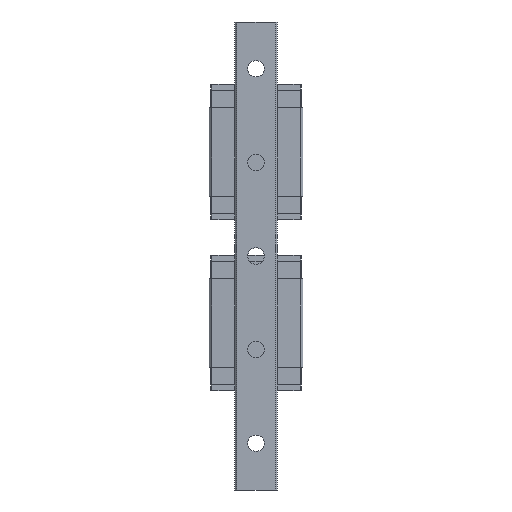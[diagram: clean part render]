
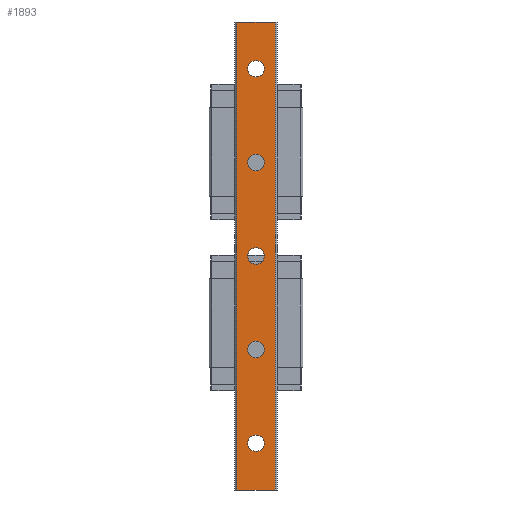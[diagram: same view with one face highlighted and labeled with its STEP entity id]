
A CAD part, front view. The second image highlights one B-rep face of the part: STEP entity #1893.
In plain terms, the highlighted planar face has unit normal (0, -1, 0).
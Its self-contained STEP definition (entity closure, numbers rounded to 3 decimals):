
#94 = DIRECTION ( 'NONE',  ( 0., 0., 1. ) ) ;
#482 = ORIENTED_EDGE ( 'NONE', *, *, #9218, .T. ) ;
#530 = CIRCLE ( 'NONE', #1131, 1.75 ) ;
#670 = FACE_BOUND ( 'NONE', #8220, .T. ) ;
#687 = AXIS2_PLACEMENT_3D ( 'NONE', #10932, #2328, #6131 ) ;
#696 = ORIENTED_EDGE ( 'NONE', *, *, #8127, .T. ) ;
#881 = VERTEX_POINT ( 'NONE', #5903 ) ;
#1091 = DIRECTION ( 'NONE',  ( 0., 0., 1. ) ) ;
#1131 = AXIS2_PLACEMENT_3D ( 'NONE', #11499, #5693, #9497 ) ;
#1162 = DIRECTION ( 'NONE',  ( 0., 1., 0. ) ) ;
#1193 = CARTESIAN_POINT ( 'NONE',  ( 0., -2., 38.25 ) ) ;
#1275 = DIRECTION ( 'NONE',  ( 0., 1., 0. ) ) ;
#1363 = ORIENTED_EDGE ( 'NONE', *, *, #2721, .T. ) ;
#1426 = DIRECTION ( 'NONE',  ( 0., 1., 0. ) ) ;
#1457 = DIRECTION ( 'NONE',  ( 0., 0., 1. ) ) ;
#1545 = FACE_BOUND ( 'NONE', #5387, .T. ) ;
#1660 = DIRECTION ( 'NONE',  ( 0., 0., 1. ) ) ;
#1843 = CARTESIAN_POINT ( 'NONE',  ( 0., -2., 41.75 ) ) ;
#1878 = EDGE_CURVE ( 'NONE', #6610, #881, #7107, .T. ) ;
#1893 = ADVANCED_FACE ( 'NONE', ( #9214, #11919, #670, #1545, #3366, #4427 ), #8215, .T. ) ;
#1894 = AXIS2_PLACEMENT_3D ( 'NONE', #3561, #2564, #2506 ) ;
#2046 = LINE ( 'NONE', #9456, #11537 ) ;
#2235 = VERTEX_POINT ( 'NONE', #7446 ) ;
#2301 = AXIS2_PLACEMENT_3D ( 'NONE', #10976, #5177, #7280 ) ;
#2304 = DIRECTION ( 'NONE',  ( 0., 0., 1. ) ) ;
#2328 = DIRECTION ( 'NONE',  ( 0., 1., 0. ) ) ;
#2397 = CARTESIAN_POINT ( 'NONE',  ( 0., -2., 21.75 ) ) ;
#2506 = DIRECTION ( 'NONE',  ( 0., 0., 1. ) ) ;
#2560 = EDGE_CURVE ( 'NONE', #2235, #11518, #7258, .T. ) ;
#2564 = DIRECTION ( 'NONE',  ( 0., 1., 0. ) ) ;
#2579 = VERTEX_POINT ( 'NONE', #5427 ) ;
#2649 = ORIENTED_EDGE ( 'NONE', *, *, #9722, .T. ) ;
#2681 = CIRCLE ( 'NONE', #687, 1.75 ) ;
#2721 = EDGE_CURVE ( 'NONE', #11616, #2949, #9062, .T. ) ;
#2927 = EDGE_LOOP ( 'NONE', ( #1363, #10812 ) ) ;
#2949 = VERTEX_POINT ( 'NONE', #1193 ) ;
#3068 = EDGE_LOOP ( 'NONE', ( #8674, #5226, #10354, #9843 ) ) ;
#3156 = CARTESIAN_POINT ( 'NONE',  ( 4.163, -2., -50. ) ) ;
#3366 = FACE_BOUND ( 'NONE', #2927, .T. ) ;
#3561 = CARTESIAN_POINT ( 'NONE',  ( 0., -2., -20. ) ) ;
#3638 = EDGE_CURVE ( 'NONE', #8908, #6359, #8549, .T. ) ;
#3701 = EDGE_CURVE ( 'NONE', #2949, #11616, #10744, .T. ) ;
#3845 = CARTESIAN_POINT ( 'NONE',  ( 0., -2., 40. ) ) ;
#3975 = DIRECTION ( 'NONE',  ( 0., 0., 1. ) ) ;
#4427 = FACE_OUTER_BOUND ( 'NONE', #3068, .T. ) ;
#4648 = CARTESIAN_POINT ( 'NONE',  ( 0., -2., -21.75 ) ) ;
#4701 = DIRECTION ( 'NONE',  ( 0., 0., 1. ) ) ;
#4886 = ORIENTED_EDGE ( 'NONE', *, *, #10027, .T. ) ;
#5027 = CARTESIAN_POINT ( 'NONE',  ( 0., -2., 20. ) ) ;
#5097 = AXIS2_PLACEMENT_3D ( 'NONE', #9885, #10007, #1457 ) ;
#5177 = DIRECTION ( 'NONE',  ( 0., -1., 0. ) ) ;
#5226 = ORIENTED_EDGE ( 'NONE', *, *, #6446, .F. ) ;
#5232 = DIRECTION ( 'NONE',  ( 0., 0., 1. ) ) ;
#5387 = EDGE_LOOP ( 'NONE', ( #8117, #482 ) ) ;
#5427 = CARTESIAN_POINT ( 'NONE',  ( 0., -2., -38.25 ) ) ;
#5693 = DIRECTION ( 'NONE',  ( 0., 1., 0. ) ) ;
#5805 = EDGE_CURVE ( 'NONE', #6610, #9161, #7399, .T. ) ;
#5891 = CIRCLE ( 'NONE', #5097, 1.75 ) ;
#5896 = AXIS2_PLACEMENT_3D ( 'NONE', #5027, #1162, #3975 ) ;
#5903 = CARTESIAN_POINT ( 'NONE',  ( 4.163, -2., -50. ) ) ;
#6027 = CARTESIAN_POINT ( 'NONE',  ( 0., -2., 0. ) ) ;
#6089 = EDGE_CURVE ( 'NONE', #881, #6251, #8891, .T. ) ;
#6115 = CARTESIAN_POINT ( 'NONE',  ( -4.163, -2., -50. ) ) ;
#6131 = DIRECTION ( 'NONE',  ( 0., 0., 1. ) ) ;
#6251 = VERTEX_POINT ( 'NONE', #10088 ) ;
#6359 = VERTEX_POINT ( 'NONE', #9157 ) ;
#6361 = AXIS2_PLACEMENT_3D ( 'NONE', #6027, #1275, #1091 ) ;
#6446 = EDGE_CURVE ( 'NONE', #9161, #6251, #2046, .T. ) ;
#6610 = VERTEX_POINT ( 'NONE', #9017 ) ;
#6653 = DIRECTION ( 'NONE',  ( 1., 0., 0. ) ) ;
#6911 = VERTEX_POINT ( 'NONE', #2397 ) ;
#7073 = AXIS2_PLACEMENT_3D ( 'NONE', #11481, #7676, #10362 ) ;
#7107 = LINE ( 'NONE', #6115, #11056 ) ;
#7217 = CARTESIAN_POINT ( 'NONE',  ( -4.163, -2., -50. ) ) ;
#7258 = CIRCLE ( 'NONE', #1894, 1.75 ) ;
#7280 = DIRECTION ( 'NONE',  ( 0., 0., -1. ) ) ;
#7399 = LINE ( 'NONE', #7217, #9611 ) ;
#7446 = CARTESIAN_POINT ( 'NONE',  ( 0., -2., -18.25 ) ) ;
#7647 = DIRECTION ( 'NONE',  ( 0., 1., 0. ) ) ;
#7676 = DIRECTION ( 'NONE',  ( 0., 1., 0. ) ) ;
#7705 = AXIS2_PLACEMENT_3D ( 'NONE', #10787, #11789, #2304 ) ;
#7902 = AXIS2_PLACEMENT_3D ( 'NONE', #9974, #1426, #5232 ) ;
#8117 = ORIENTED_EDGE ( 'NONE', *, *, #10107, .T. ) ;
#8127 = EDGE_CURVE ( 'NONE', #11518, #2235, #5891, .T. ) ;
#8152 = AXIS2_PLACEMENT_3D ( 'NONE', #3845, #7647, #94 ) ;
#8202 = VECTOR ( 'NONE', #4701, 1000. ) ;
#8215 = PLANE ( 'NONE',  #2301 ) ;
#8220 = EDGE_LOOP ( 'NONE', ( #4886, #11416 ) ) ;
#8304 = CIRCLE ( 'NONE', #5896, 1.75 ) ;
#8330 = VERTEX_POINT ( 'NONE', #12188 ) ;
#8549 = CIRCLE ( 'NONE', #6361, 1.75 ) ;
#8602 = EDGE_CURVE ( 'NONE', #11585, #2579, #2681, .T. ) ;
#8633 = CARTESIAN_POINT ( 'NONE',  ( -4.163, -2., 50. ) ) ;
#8674 = ORIENTED_EDGE ( 'NONE', *, *, #6089, .T. ) ;
#8891 = LINE ( 'NONE', #3156, #8202 ) ;
#8908 = VERTEX_POINT ( 'NONE', #10964 ) ;
#9017 = CARTESIAN_POINT ( 'NONE',  ( -4.163, -2., -50. ) ) ;
#9062 = CIRCLE ( 'NONE', #7073, 1.75 ) ;
#9157 = CARTESIAN_POINT ( 'NONE',  ( 0., -2., 1.75 ) ) ;
#9161 = VERTEX_POINT ( 'NONE', #8633 ) ;
#9214 = FACE_BOUND ( 'NONE', #10407, .T. ) ;
#9218 = EDGE_CURVE ( 'NONE', #8330, #6911, #8304, .T. ) ;
#9456 = CARTESIAN_POINT ( 'NONE',  ( -4.163, -2., 50. ) ) ;
#9497 = DIRECTION ( 'NONE',  ( 0., 0., 1. ) ) ;
#9528 = ORIENTED_EDGE ( 'NONE', *, *, #8602, .T. ) ;
#9611 = VECTOR ( 'NONE', #1660, 1000. ) ;
#9722 = EDGE_CURVE ( 'NONE', #2579, #11585, #530, .T. ) ;
#9843 = ORIENTED_EDGE ( 'NONE', *, *, #1878, .T. ) ;
#9885 = CARTESIAN_POINT ( 'NONE',  ( 0., -2., -20. ) ) ;
#9974 = CARTESIAN_POINT ( 'NONE',  ( 0., -2., 20. ) ) ;
#10007 = DIRECTION ( 'NONE',  ( 0., 1., 0. ) ) ;
#10027 = EDGE_CURVE ( 'NONE', #6359, #8908, #10480, .T. ) ;
#10088 = CARTESIAN_POINT ( 'NONE',  ( 4.163, -2., 50. ) ) ;
#10091 = DIRECTION ( 'NONE',  ( 1., 0., 0. ) ) ;
#10107 = EDGE_CURVE ( 'NONE', #6911, #8330, #11691, .T. ) ;
#10354 = ORIENTED_EDGE ( 'NONE', *, *, #5805, .F. ) ;
#10362 = DIRECTION ( 'NONE',  ( 0., 0., 1. ) ) ;
#10363 = EDGE_LOOP ( 'NONE', ( #11611, #696 ) ) ;
#10407 = EDGE_LOOP ( 'NONE', ( #2649, #9528 ) ) ;
#10480 = CIRCLE ( 'NONE', #7705, 1.75 ) ;
#10744 = CIRCLE ( 'NONE', #8152, 1.75 ) ;
#10787 = CARTESIAN_POINT ( 'NONE',  ( 0., -2., 0. ) ) ;
#10812 = ORIENTED_EDGE ( 'NONE', *, *, #3701, .T. ) ;
#10932 = CARTESIAN_POINT ( 'NONE',  ( 0., -2., -40. ) ) ;
#10964 = CARTESIAN_POINT ( 'NONE',  ( 0., -2., -1.75 ) ) ;
#10976 = CARTESIAN_POINT ( 'NONE',  ( -4.163, -2., -50. ) ) ;
#11056 = VECTOR ( 'NONE', #10091, 1000. ) ;
#11381 = CARTESIAN_POINT ( 'NONE',  ( 0., -2., -41.75 ) ) ;
#11416 = ORIENTED_EDGE ( 'NONE', *, *, #3638, .T. ) ;
#11481 = CARTESIAN_POINT ( 'NONE',  ( 0., -2., 40. ) ) ;
#11499 = CARTESIAN_POINT ( 'NONE',  ( 0., -2., -40. ) ) ;
#11518 = VERTEX_POINT ( 'NONE', #4648 ) ;
#11537 = VECTOR ( 'NONE', #6653, 1000. ) ;
#11585 = VERTEX_POINT ( 'NONE', #11381 ) ;
#11611 = ORIENTED_EDGE ( 'NONE', *, *, #2560, .T. ) ;
#11616 = VERTEX_POINT ( 'NONE', #1843 ) ;
#11691 = CIRCLE ( 'NONE', #7902, 1.75 ) ;
#11789 = DIRECTION ( 'NONE',  ( 0., 1., 0. ) ) ;
#11919 = FACE_BOUND ( 'NONE', #10363, .T. ) ;
#12188 = CARTESIAN_POINT ( 'NONE',  ( 0., -2., 18.25 ) ) ;
